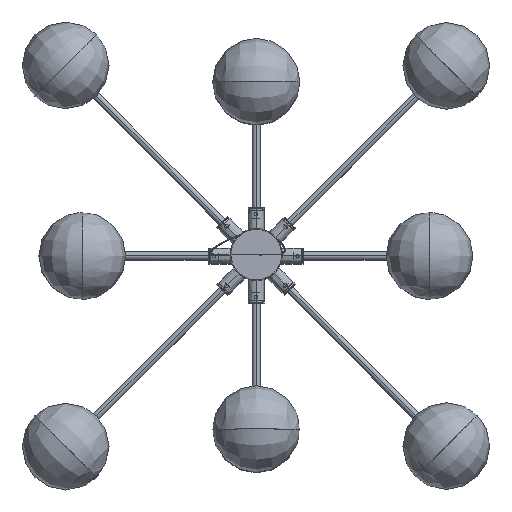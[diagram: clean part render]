
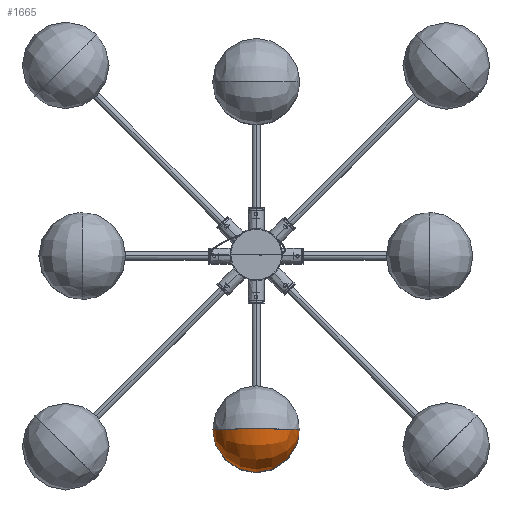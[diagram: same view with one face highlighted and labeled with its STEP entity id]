
A CAD part, top view. The second image highlights one B-rep face of the part: STEP entity #1665.
In plain terms, the highlighted free-form (B-spline) face has degree [2, 2] with [5, 5] control points.
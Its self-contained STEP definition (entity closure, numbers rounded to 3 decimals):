
#1665=ADVANCED_FACE('',(#2857),#13425,.T.);
#2857=FACE_OUTER_BOUND('',#4049,.T.);
#4049=EDGE_LOOP('',(#8282,#8283));
#8282=ORIENTED_EDGE('',*,*,#10870,.F.);
#8283=ORIENTED_EDGE('',*,*,#10869,.F.);
#10869=EDGE_CURVE('',#12300,#12301,#15527,.T.);
#10870=EDGE_CURVE('',#12301,#12300,#15528,.T.);
#12300=VERTEX_POINT('',#41747);
#12301=VERTEX_POINT('',#41748);
#13425=(
BOUNDED_SURFACE()
B_SPLINE_SURFACE(2,2,((#41720,#41721,#41722,#41723,#41724),(#41725,#41726,
#41727,#41728,#41729),(#41730,#41731,#41732,#41733,#41734),(#41735,#41736,
#41737,#41738,#41739),(#41740,#41741,#41742,#41743,#41744)),.UNSPECIFIED.,
.F.,.F.,.F.)
B_SPLINE_SURFACE_WITH_KNOTS((3,2,3),(3,2,3),(-78.54,0.,78.54),
(157.08,235.619,314.159),.UNSPECIFIED.)
GEOMETRIC_REPRESENTATION_ITEM()
RATIONAL_B_SPLINE_SURFACE(((1.,0.707,1.,0.707,1.),
(0.707,0.5,0.707,0.5,0.707),(1.,0.707,
1.,0.707,1.),(0.707,0.5,0.707,0.5,0.707),
(1.,0.707,1.,0.707,1.)))
REPRESENTATION_ITEM('')
SURFACE()
);
#15527=(
BOUNDED_CURVE()
B_SPLINE_CURVE(2,(#41635,#41636,#41637,#41638,#41639),.UNSPECIFIED.,.F.,
.F.)
B_SPLINE_CURVE_WITH_KNOTS((3,2,3),(-78.54,0.,78.54),
.UNSPECIFIED.)
CURVE()
GEOMETRIC_REPRESENTATION_ITEM()
RATIONAL_B_SPLINE_CURVE((1.,0.707,1.,0.707,1.))
REPRESENTATION_ITEM('')
);
#15528=(
BOUNDED_CURVE()
B_SPLINE_CURVE(2,(#41640,#41641,#41642,#41643,#41644),.UNSPECIFIED.,.F.,
.F.)
B_SPLINE_CURVE_WITH_KNOTS((3,2,3),(-78.54,0.,78.54),
.UNSPECIFIED.)
CURVE()
GEOMETRIC_REPRESENTATION_ITEM()
RATIONAL_B_SPLINE_CURVE((1.,0.707,1.,0.707,1.))
REPRESENTATION_ITEM('')
);
#41635=CARTESIAN_POINT('',(62.321,-199.582,-19.764));
#41636=CARTESIAN_POINT('',(62.321,-199.582,-69.764));
#41637=CARTESIAN_POINT('',(12.321,-199.582,-69.764));
#41638=CARTESIAN_POINT('',(-37.679,-199.582,-69.764));
#41639=CARTESIAN_POINT('',(-37.679,-199.582,-19.764));
#41640=CARTESIAN_POINT('',(-37.679,-199.582,-19.764));
#41641=CARTESIAN_POINT('',(-37.679,-199.582,30.236));
#41642=CARTESIAN_POINT('',(12.321,-199.582,30.236));
#41643=CARTESIAN_POINT('',(62.321,-199.582,30.236));
#41644=CARTESIAN_POINT('',(62.321,-199.582,-19.764));
#41720=CARTESIAN_POINT('',(62.321,-199.582,-19.764));
#41721=CARTESIAN_POINT('',(62.321,-199.582,-19.764));
#41722=CARTESIAN_POINT('',(62.321,-199.582,-19.764));
#41723=CARTESIAN_POINT('',(62.321,-199.582,-19.764));
#41724=CARTESIAN_POINT('',(62.321,-199.582,-19.764));
#41725=CARTESIAN_POINT('',(62.321,-199.582,30.236));
#41726=CARTESIAN_POINT('',(62.321,-249.582,30.236));
#41727=CARTESIAN_POINT('',(62.321,-249.582,-19.764));
#41728=CARTESIAN_POINT('',(62.321,-249.582,-69.764));
#41729=CARTESIAN_POINT('',(62.321,-199.582,-69.764));
#41730=CARTESIAN_POINT('',(12.321,-199.582,30.236));
#41731=CARTESIAN_POINT('',(12.321,-249.582,30.236));
#41732=CARTESIAN_POINT('',(12.321,-249.582,-19.764));
#41733=CARTESIAN_POINT('',(12.321,-249.582,-69.764));
#41734=CARTESIAN_POINT('',(12.321,-199.582,-69.764));
#41735=CARTESIAN_POINT('',(-37.679,-199.582,30.236));
#41736=CARTESIAN_POINT('',(-37.679,-249.582,30.236));
#41737=CARTESIAN_POINT('',(-37.679,-249.582,-19.764));
#41738=CARTESIAN_POINT('',(-37.679,-249.582,-69.764));
#41739=CARTESIAN_POINT('',(-37.679,-199.582,-69.764));
#41740=CARTESIAN_POINT('',(-37.679,-199.582,-19.764));
#41741=CARTESIAN_POINT('',(-37.679,-199.582,-19.764));
#41742=CARTESIAN_POINT('',(-37.679,-199.582,-19.764));
#41743=CARTESIAN_POINT('',(-37.679,-199.582,-19.764));
#41744=CARTESIAN_POINT('',(-37.679,-199.582,-19.764));
#41747=CARTESIAN_POINT('',(62.321,-199.582,-19.764));
#41748=CARTESIAN_POINT('',(-37.679,-199.582,-19.764));
